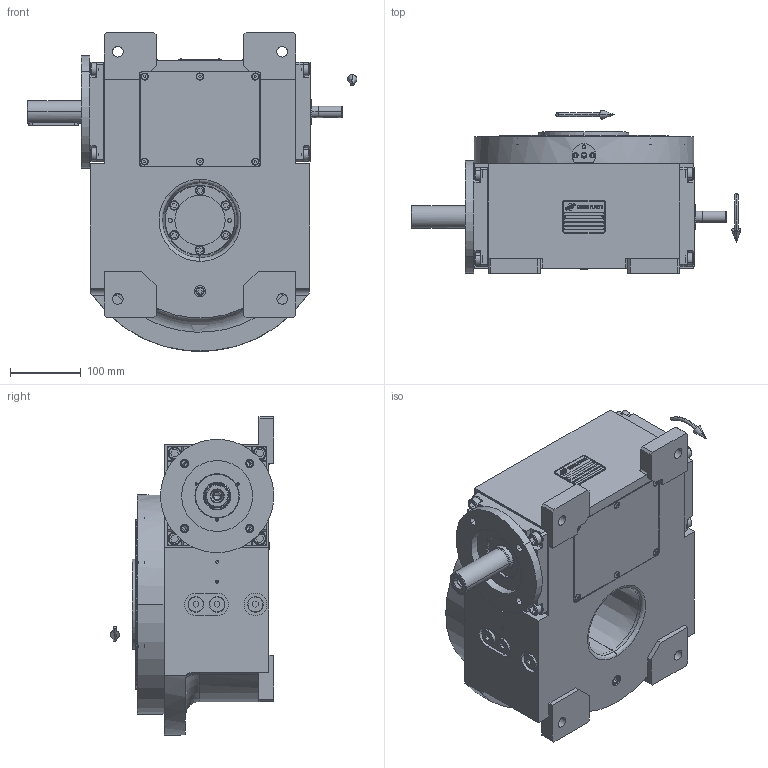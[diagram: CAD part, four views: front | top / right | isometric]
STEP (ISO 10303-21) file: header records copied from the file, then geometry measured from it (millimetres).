
FILE_DESCRIPTION (( 'STEP AP203' ), '1' );
FILE_NAME ('PC5200411.step', '2024-07-05T15:22:42', ( '' ), ( '' ), 'SwSTEP 2.0', 'SolidWorks 2020', '' );
FILE_SCHEMA (( 'CONFIG_CONTROL_DESIGN' ));
Length unit declared in the file: millimetre
Products named in the file (84): cfn2000_01_099; cfn2003_01_054; CFN2104_02_018.stp; cfn2000_01_081; cfn2151_01_167; AS_rig09_015; cfn2276_01_056; rig09_016; cfn2000_01_126; cfn2115_02_057; CFN2000_01_185.stp; cfn2070_05_009; AS_cfn2476_01_002_60x46; cfn2205_01_015; AS_rig09_071_6_m; rig09_004; AS_rig09_004; freccia_angolare; cfn2151_01_170; cfn2000_01_161; AS_rig09_002_bl_003; cfn2073_01_018; cfn2128_19_002; RIG09_005_ASM.stp; cfn2151_01_115; cfn2104_01_018; CFN2010_01_020.stp; cfn2107_01_001; AS_rig09_016; rig09_015; RIG09_021_AF0.stp; PC5200411; freccia_angolare_albero; CFN2155_01_195.stp; CFN2203_02_002.stp; cfn2476_01_002_60x46; RIG09_005_AF0.stp; rig09_001_a_s_011; rig09_071_6_m.stp; CFN2356_03_053.stp ...
Assembly tree (72 placements, depth 5):
  cfn2151_01_167
  cfn2276_01_056
  cfn2115_02_057
  cfn2205_01_015
  cfn2151_01_170
Bounding box: 465.5 x 231 x 450 mm (x, y, z)
Volume: 4979404 mm3; surface area: 1267383.9 mm2
Topology: 63 solids, 63 shells, 2005 faces, 4940 edges, 3164 vertices
Faces by surface type: plane 1029, cylinder 639, cone 302, torus 29, sphere 4, bspline 2
Entity records: 69558 total; most frequent: CARTESIAN_POINT 13636, DIRECTION 10011, ORIENTED_EDGE 9540, EDGE_CURVE 4770, AXIS2_PLACEMENT_3D 3447, LINE 3117, VECTOR 3117, VERTEX_POINT 3103
